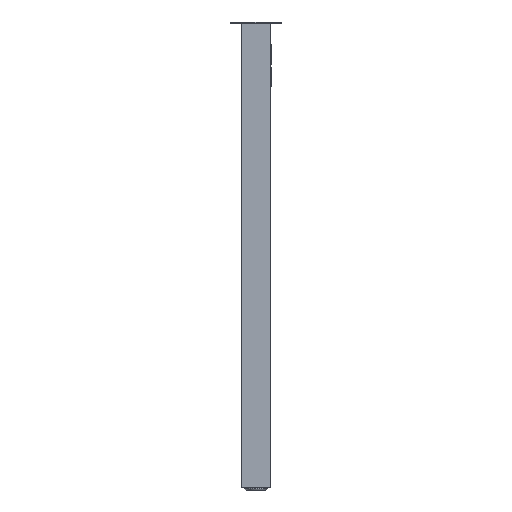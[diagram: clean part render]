
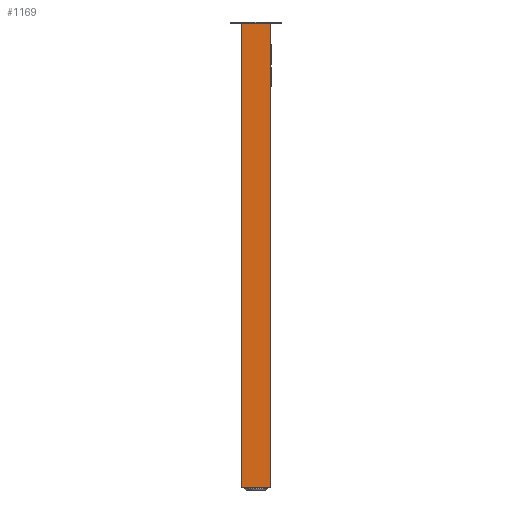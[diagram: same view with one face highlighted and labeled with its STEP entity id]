
A CAD part, left-side view. The second image highlights one B-rep face of the part: STEP entity #1169.
In plain terms, the highlighted planar face has unit normal (-1, 0, 0).
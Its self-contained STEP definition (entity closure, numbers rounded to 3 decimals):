
#1169=ADVANCED_FACE('',(#2356),#2357,.T.);
#2356=FACE_OUTER_BOUND('',#3843,.T.);
#2357=PLANE('',#3844);
#3843=EDGE_LOOP('',(#6394,#6395,#6396,#6397));
#3844=AXIS2_PLACEMENT_3D('',#6398,#6399,#6400);
#6394=ORIENTED_EDGE('',*,*,#9089,.T.);
#6395=ORIENTED_EDGE('',*,*,#9096,.F.);
#6396=ORIENTED_EDGE('',*,*,#9106,.F.);
#6397=ORIENTED_EDGE('',*,*,#9082,.F.);
#6398=CARTESIAN_POINT('',(-150.0,450.0,167.0));
#6399=DIRECTION('',(-1.0,0.0,0.0));
#6400=DIRECTION('',(0.0,0.0,1.0));
#9082=EDGE_CURVE('',#11008,#11010,#11011,.T.);
#9089=EDGE_CURVE('',#11008,#11021,#11023,.T.);
#9096=EDGE_CURVE('',#11032,#11021,#11034,.T.);
#9106=EDGE_CURVE('',#11010,#11032,#11048,.T.);
#11008=VERTEX_POINT('',#13665);
#11010=VERTEX_POINT('',#13668);
#11011=LINE('',#13669,#13670);
#11021=VERTEX_POINT('',#13685);
#11023=LINE('',#13688,#13689);
#11032=VERTEX_POINT('',#13703);
#11034=LINE('',#13706,#13707);
#11048=LINE('',#13730,#13731);
#13665=CARTESIAN_POINT('',(-150.0,450.0,183.5));
#13668=CARTESIAN_POINT('',(-150.0,450.0,-908.5));
#13669=CARTESIAN_POINT('',(-150.0,450.0,167.0));
#13670=VECTOR('',#16099,1.0);
#13685=CARTESIAN_POINT('',(-150.0,520.0,183.5));
#13688=CARTESIAN_POINT('',(-150.0,450.0,183.5));
#13689=VECTOR('',#16106,1.0);
#13703=CARTESIAN_POINT('',(-150.0,520.0,-908.5));
#13706=CARTESIAN_POINT('',(-150.0,520.0,-540.0));
#13707=VECTOR('',#16113,1.0);
#13730=CARTESIAN_POINT('',(-150.0,450.0,-908.5));
#13731=VECTOR('',#16123,1.0);
#16099=DIRECTION('',(0.0,0.0,-1.0));
#16106=DIRECTION('',(0.0,1.0,0.0));
#16113=DIRECTION('',(0.0,0.0,1.0));
#16123=DIRECTION('',(0.0,1.0,0.0));
